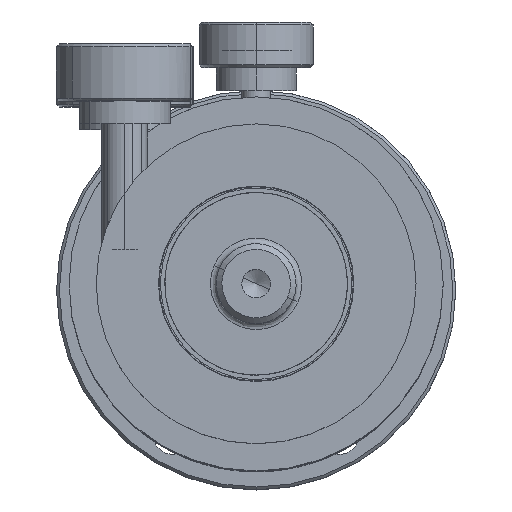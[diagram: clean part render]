
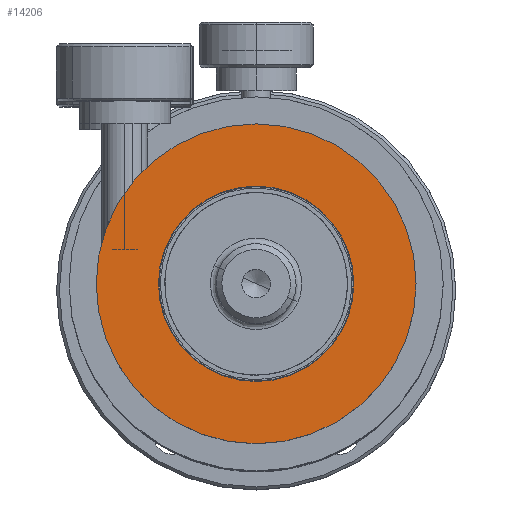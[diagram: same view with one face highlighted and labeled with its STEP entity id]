
A CAD part, top view. The second image highlights one B-rep face of the part: STEP entity #14206.
In plain terms, the highlighted planar face has unit normal (0, 0, 1).
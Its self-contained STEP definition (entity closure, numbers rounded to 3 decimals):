
#437 = VERTEX_POINT ( 'NONE', #11447 ) ;
#574 = CIRCLE ( 'NONE', #12803, 17.1 ) ;
#836 = EDGE_CURVE ( 'NONE', #9995, #6408, #11849, .T. ) ;
#928 = DIRECTION ( 'NONE',  ( 0., 0., -1. ) ) ;
#1338 = CARTESIAN_POINT ( 'NONE',  ( 0., 0., 12. ) ) ;
#1695 = EDGE_CURVE ( 'NONE', #437, #12488, #574, .T. ) ;
#1711 = CIRCLE ( 'NONE', #1722, 17.1 ) ;
#1722 = AXIS2_PLACEMENT_3D ( 'NONE', #11599, #3726, #14315 ) ;
#1883 = ORIENTED_EDGE ( 'NONE', *, *, #8479, .T. ) ;
#2488 = CIRCLE ( 'NONE', #9769, 28. ) ;
#3193 = CARTESIAN_POINT ( 'NONE',  ( 0., 0., 12. ) ) ;
#3394 = AXIS2_PLACEMENT_3D ( 'NONE', #1338, #3827, #4658 ) ;
#3726 = DIRECTION ( 'NONE',  ( 0., 0., -1. ) ) ;
#3771 = CARTESIAN_POINT ( 'NONE',  ( -28., 0., 12. ) ) ;
#3827 = DIRECTION ( 'NONE',  ( 0., 0., 1. ) ) ;
#4076 = EDGE_LOOP ( 'NONE', ( #12956, #1883 ) ) ;
#4245 = CARTESIAN_POINT ( 'NONE',  ( 0., 0., 12. ) ) ;
#4658 = DIRECTION ( 'NONE',  ( 1., 0., 0. ) ) ;
#5739 = EDGE_LOOP ( 'NONE', ( #9445, #8725 ) ) ;
#6408 = VERTEX_POINT ( 'NONE', #9198 ) ;
#6410 = DIRECTION ( 'NONE',  ( -1., 0., 0. ) ) ;
#6567 = DIRECTION ( 'NONE',  ( 0., 0., 1. ) ) ;
#7845 = AXIS2_PLACEMENT_3D ( 'NONE', #3193, #6567, #6410 ) ;
#8479 = EDGE_CURVE ( 'NONE', #6408, #9995, #2488, .T. ) ;
#8725 = ORIENTED_EDGE ( 'NONE', *, *, #1695, .T. ) ;
#9198 = CARTESIAN_POINT ( 'NONE',  ( 28., 0., 12. ) ) ;
#9445 = ORIENTED_EDGE ( 'NONE', *, *, #13850, .T. ) ;
#9769 = AXIS2_PLACEMENT_3D ( 'NONE', #13646, #12607, #11357 ) ;
#9995 = VERTEX_POINT ( 'NONE', #3771 ) ;
#11357 = DIRECTION ( 'NONE',  ( -1., 0., 0. ) ) ;
#11447 = CARTESIAN_POINT ( 'NONE',  ( 17.1, 0., 12. ) ) ;
#11599 = CARTESIAN_POINT ( 'NONE',  ( 0., 0., 12. ) ) ;
#11849 = CIRCLE ( 'NONE', #7845, 28. ) ;
#12111 = CARTESIAN_POINT ( 'NONE',  ( -17.1, 0., 12. ) ) ;
#12488 = VERTEX_POINT ( 'NONE', #12111 ) ;
#12522 = FACE_OUTER_BOUND ( 'NONE', #4076, .T. ) ;
#12607 = DIRECTION ( 'NONE',  ( 0., 0., 1. ) ) ;
#12803 = AXIS2_PLACEMENT_3D ( 'NONE', #4245, #928, #14204 ) ;
#12956 = ORIENTED_EDGE ( 'NONE', *, *, #836, .T. ) ;
#13646 = CARTESIAN_POINT ( 'NONE',  ( 0., 0., 12. ) ) ;
#13781 = PLANE ( 'NONE',  #3394 ) ;
#13850 = EDGE_CURVE ( 'NONE', #12488, #437, #1711, .T. ) ;
#13924 = FACE_BOUND ( 'NONE', #5739, .T. ) ;
#14204 = DIRECTION ( 'NONE',  ( -1., 0., 0. ) ) ;
#14206 = ADVANCED_FACE ( 'NONE', ( #13924, #12522 ), #13781, .T. ) ;
#14315 = DIRECTION ( 'NONE',  ( -1., 0., 0. ) ) ;
